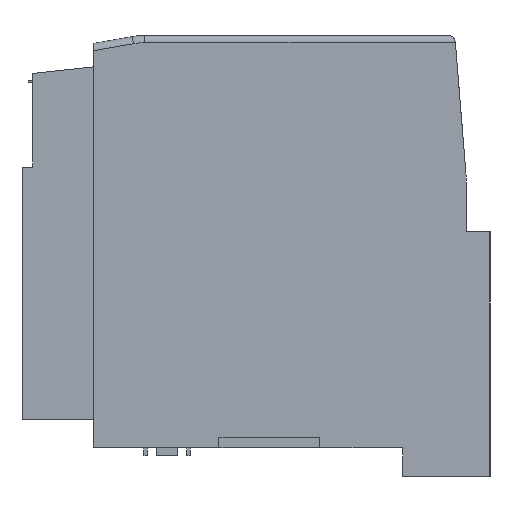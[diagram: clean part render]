
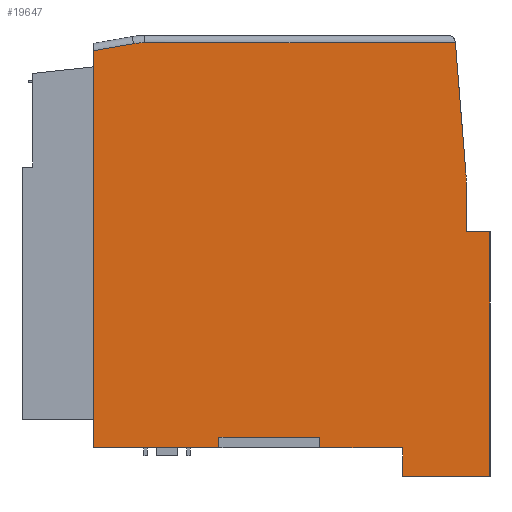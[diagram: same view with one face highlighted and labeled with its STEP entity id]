
A CAD part, left-side view. The second image highlights one B-rep face of the part: STEP entity #19647.
In plain terms, the highlighted planar face has unit normal (-1, 0, 0).
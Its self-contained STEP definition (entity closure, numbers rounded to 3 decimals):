
#92 = ORIENTED_EDGE ( 'NONE', *, *, #6986, .T. ) ;
#325 = VECTOR ( 'NONE', #21914, 1000. ) ;
#458 = VECTOR ( 'NONE', #7677, 1000. ) ;
#923 = VECTOR ( 'NONE', #25737, 1000. ) ;
#1099 = EDGE_CURVE ( 'NONE', #20763, #25703, #21005, .T. ) ;
#1103 = CARTESIAN_POINT ( 'NONE',  ( -23.8, -24.431, 56.35 ) ) ;
#1296 = EDGE_CURVE ( 'NONE', #2184, #25703, #1690, .T. ) ;
#1317 = CARTESIAN_POINT ( 'NONE',  ( -23.8, 25.95, 0. ) ) ;
#1477 = DIRECTION ( 'NONE',  ( 0., 1., 0. ) ) ;
#1542 = CARTESIAN_POINT ( 'NONE',  ( -23.8, -5.55, 1.5 ) ) ;
#1572 = CARTESIAN_POINT ( 'NONE',  ( -23.8, 0., 1.5 ) ) ;
#1614 = CARTESIAN_POINT ( 'NONE',  ( -23.8, 8.45, 1.5 ) ) ;
#1690 = LINE ( 'NONE', #18832, #12340 ) ;
#1768 = ORIENTED_EDGE ( 'NONE', *, *, #6474, .F. ) ;
#2009 = EDGE_CURVE ( 'NONE', #9301, #25674, #26512, .T. ) ;
#2184 = VERTEX_POINT ( 'NONE', #27459 ) ;
#3038 = VECTOR ( 'NONE', #10361, 1000. ) ;
#3195 = CARTESIAN_POINT ( 'NONE',  ( -23.8, -29.25, 30.05 ) ) ;
#3222 = EDGE_CURVE ( 'NONE', #26113, #7090, #16861, .T. ) ;
#3311 = LINE ( 'NONE', #27046, #8348 ) ;
#4114 = VERTEX_POINT ( 'NONE', #1542 ) ;
#4214 = VERTEX_POINT ( 'NONE', #8362 ) ;
#4294 = VERTEX_POINT ( 'NONE', #19245 ) ;
#4425 = CARTESIAN_POINT ( 'NONE',  ( -23.8, -29.25, 30.05 ) ) ;
#4639 = VERTEX_POINT ( 'NONE', #1317 ) ;
#4648 = CARTESIAN_POINT ( 'NONE',  ( -23.8, -25.95, 36.791 ) ) ;
#4951 = DIRECTION ( 'NONE',  ( 0., 0.985, -0.172 ) ) ;
#5274 = ORIENTED_EDGE ( 'NONE', *, *, #22318, .T. ) ;
#5454 = CARTESIAN_POINT ( 'NONE',  ( -23.8, -29.25, 30.05 ) ) ;
#5593 = VECTOR ( 'NONE', #4951, 1000. ) ;
#5913 = CARTESIAN_POINT ( 'NONE',  ( -23.8, -29.25, -4. ) ) ;
#6067 = CARTESIAN_POINT ( 'NONE',  ( -23.8, -25.95, 56.35 ) ) ;
#6155 = LINE ( 'NONE', #16130, #458 ) ;
#6268 = LINE ( 'NONE', #15565, #5593 ) ;
#6359 = CARTESIAN_POINT ( 'NONE',  ( -23.8, 18.784, 56.35 ) ) ;
#6365 = FACE_OUTER_BOUND ( 'NONE', #23697, .T. ) ;
#6423 = ORIENTED_EDGE ( 'NONE', *, *, #1099, .F. ) ;
#6474 = EDGE_CURVE ( 'NONE', #12725, #4214, #12327, .T. ) ;
#6677 = VECTOR ( 'NONE', #10210, 1000. ) ;
#6882 = ORIENTED_EDGE ( 'NONE', *, *, #23102, .F. ) ;
#6986 = EDGE_CURVE ( 'NONE', #12528, #4639, #23569, .T. ) ;
#7090 = VERTEX_POINT ( 'NONE', #19813 ) ;
#7175 = ORIENTED_EDGE ( 'NONE', *, *, #13052, .T. ) ;
#7334 = VECTOR ( 'NONE', #23508, 1000. ) ;
#7429 = EDGE_CURVE ( 'NONE', #9301, #4294, #26504, .T. ) ;
#7613 = DIRECTION ( 'NONE',  ( -1., 0., 0. ) ) ;
#7677 = DIRECTION ( 'NONE',  ( 0., 0., -1. ) ) ;
#8122 = CARTESIAN_POINT ( 'NONE',  ( -23.8, -17.09, -4. ) ) ;
#8252 = DIRECTION ( 'NONE',  ( 0., -1., 0. ) ) ;
#8348 = VECTOR ( 'NONE', #16430, 1000. ) ;
#8362 = CARTESIAN_POINT ( 'NONE',  ( -23.8, 8.45, 0. ) ) ;
#8651 = CARTESIAN_POINT ( 'NONE',  ( -23.8, -17.09, -4. ) ) ;
#8739 = ORIENTED_EDGE ( 'NONE', *, *, #26868, .T. ) ;
#9080 = CARTESIAN_POINT ( 'NONE',  ( -23.8, 18.784, 47.35 ) ) ;
#9301 = VERTEX_POINT ( 'NONE', #3195 ) ;
#9551 = VECTOR ( 'NONE', #25639, 1000. ) ;
#9626 = AXIS2_PLACEMENT_3D ( 'NONE', #20321, #7613, #22456 ) ;
#10189 = CARTESIAN_POINT ( 'NONE',  ( -23.8, -25.885, 38.406 ) ) ;
#10210 = DIRECTION ( 'NONE',  ( 0., 0., -1. ) ) ;
#10361 = DIRECTION ( 'NONE',  ( 0., 1., 0. ) ) ;
#10880 = CARTESIAN_POINT ( 'NONE',  ( -23.8, 25.95, 57.35 ) ) ;
#11225 = DIRECTION ( 'NONE',  ( 0., 0., -1. ) ) ;
#11239 = ORIENTED_EDGE ( 'NONE', *, *, #22827, .F. ) ;
#11566 = VECTOR ( 'NONE', #1477, 1000. ) ;
#12244 = LINE ( 'NONE', #1572, #11566 ) ;
#12327 = LINE ( 'NONE', #1614, #6677 ) ;
#12340 = VECTOR ( 'NONE', #8252, 1000. ) ;
#12353 = DIRECTION ( 'NONE',  ( 0., 0., 1. ) ) ;
#12480 = ORIENTED_EDGE ( 'NONE', *, *, #2009, .F. ) ;
#12528 = VERTEX_POINT ( 'NONE', #22517 ) ;
#12574 = CARTESIAN_POINT ( 'NONE',  ( -23.8, 8.45, 1.5 ) ) ;
#12618 = PLANE ( 'NONE',  #14810 ) ;
#12713 = DIRECTION ( 'NONE',  ( 1., 0., 0. ) ) ;
#12725 = VERTEX_POINT ( 'NONE', #12574 ) ;
#13052 = EDGE_CURVE ( 'NONE', #4114, #2184, #6155, .T. ) ;
#13370 = CARTESIAN_POINT ( 'NONE',  ( -23.8, -25.95, 57.35 ) ) ;
#13464 = VERTEX_POINT ( 'NONE', #1103 ) ;
#13596 = EDGE_CURVE ( 'NONE', #4114, #12725, #12244, .T. ) ;
#14153 = DIRECTION ( 'NONE',  ( 0., 0., -1. ) ) ;
#14810 = AXIS2_PLACEMENT_3D ( 'NONE', #25455, #12713, #27599 ) ;
#15360 = VECTOR ( 'NONE', #12353, 1000. ) ;
#15565 = CARTESIAN_POINT ( 'NONE',  ( -23.8, -24.773, 64.091 ) ) ;
#15886 = VECTOR ( 'NONE', #14153, 1000. ) ;
#16130 = CARTESIAN_POINT ( 'NONE',  ( -23.8, -5.55, 1.5 ) ) ;
#16430 = DIRECTION ( 'NONE',  ( 0., -0.081, -0.997 ) ) ;
#16861 = CIRCLE ( 'NONE', #20197, 9. ) ;
#18028 = EDGE_CURVE ( 'NONE', #13464, #26113, #20031, .T. ) ;
#18034 = LINE ( 'NONE', #18418, #23002 ) ;
#18072 = ORIENTED_EDGE ( 'NONE', *, *, #1296, .T. ) ;
#18418 = CARTESIAN_POINT ( 'NONE',  ( -23.8, -25.95, 0. ) ) ;
#18832 = CARTESIAN_POINT ( 'NONE',  ( -23.8, -25.95, 0. ) ) ;
#19245 = CARTESIAN_POINT ( 'NONE',  ( -23.8, -25.95, 30.05 ) ) ;
#19248 = ORIENTED_EDGE ( 'NONE', *, *, #7429, .T. ) ;
#19647 = ADVANCED_FACE ( 'NONE', ( #6365 ), #12618, .F. ) ;
#19666 = EDGE_CURVE ( 'NONE', #25674, #20763, #23637, .T. ) ;
#19813 = CARTESIAN_POINT ( 'NONE',  ( -23.8, 20.332, 56.216 ) ) ;
#20031 = LINE ( 'NONE', #6067, #3038 ) ;
#20197 = AXIS2_PLACEMENT_3D ( 'NONE', #9080, #23964, #11225 ) ;
#20321 = CARTESIAN_POINT ( 'NONE',  ( -23.8, -5.95, 36.791 ) ) ;
#20331 = EDGE_CURVE ( 'NONE', #7090, #12528, #6268, .T. ) ;
#20540 = DIRECTION ( 'NONE',  ( 0., -1., 0. ) ) ;
#20763 = VERTEX_POINT ( 'NONE', #25382 ) ;
#20839 = ORIENTED_EDGE ( 'NONE', *, *, #18028, .T. ) ;
#21005 = LINE ( 'NONE', #8122, #15360 ) ;
#21914 = DIRECTION ( 'NONE',  ( 0., 0., -1. ) ) ;
#22318 = EDGE_CURVE ( 'NONE', #4639, #4214, #18034, .T. ) ;
#22456 = DIRECTION ( 'NONE',  ( 0., 0., -1. ) ) ;
#22517 = CARTESIAN_POINT ( 'NONE',  ( -23.8, 25.95, 55.235 ) ) ;
#22678 = ORIENTED_EDGE ( 'NONE', *, *, #3222, .T. ) ;
#22692 = ORIENTED_EDGE ( 'NONE', *, *, #13596, .F. ) ;
#22827 = EDGE_CURVE ( 'NONE', #13464, #25469, #3311, .T. ) ;
#23002 = VECTOR ( 'NONE', #20540, 1000. ) ;
#23102 = EDGE_CURVE ( 'NONE', #26190, #4294, #24967, .T. ) ;
#23508 = DIRECTION ( 'NONE',  ( 0., 1., 0. ) ) ;
#23569 = LINE ( 'NONE', #10880, #923 ) ;
#23637 = LINE ( 'NONE', #8651, #7334 ) ;
#23697 = EDGE_LOOP ( 'NONE', ( #11239, #20839, #22678, #26721, #92, #5274, #1768, #22692, #7175, #18072, #6423, #24736, #12480, #19248, #6882, #8739 ) ) ;
#23964 = DIRECTION ( 'NONE',  ( -1., 0., 0. ) ) ;
#24736 = ORIENTED_EDGE ( 'NONE', *, *, #19666, .F. ) ;
#24967 = LINE ( 'NONE', #13370, #325 ) ;
#25062 = CARTESIAN_POINT ( 'NONE',  ( -23.8, -17.09, 0. ) ) ;
#25382 = CARTESIAN_POINT ( 'NONE',  ( -23.8, -17.09, -4. ) ) ;
#25455 = CARTESIAN_POINT ( 'NONE',  ( -23.8, -25.95, 57.35 ) ) ;
#25469 = VERTEX_POINT ( 'NONE', #10189 ) ;
#25639 = DIRECTION ( 'NONE',  ( 0., 1., 0. ) ) ;
#25674 = VERTEX_POINT ( 'NONE', #5913 ) ;
#25703 = VERTEX_POINT ( 'NONE', #25062 ) ;
#25737 = DIRECTION ( 'NONE',  ( 0., 0., -1. ) ) ;
#25968 = CIRCLE ( 'NONE', #9626, 20. ) ;
#26113 = VERTEX_POINT ( 'NONE', #6359 ) ;
#26190 = VERTEX_POINT ( 'NONE', #4648 ) ;
#26504 = LINE ( 'NONE', #4425, #9551 ) ;
#26512 = LINE ( 'NONE', #5454, #15886 ) ;
#26721 = ORIENTED_EDGE ( 'NONE', *, *, #20331, .T. ) ;
#26868 = EDGE_CURVE ( 'NONE', #26190, #25469, #25968, .T. ) ;
#27046 = CARTESIAN_POINT ( 'NONE',  ( -23.8, -24.35, 57.35 ) ) ;
#27459 = CARTESIAN_POINT ( 'NONE',  ( -23.8, -5.55, 0. ) ) ;
#27599 = DIRECTION ( 'NONE',  ( 0., 0., -1. ) ) ;
